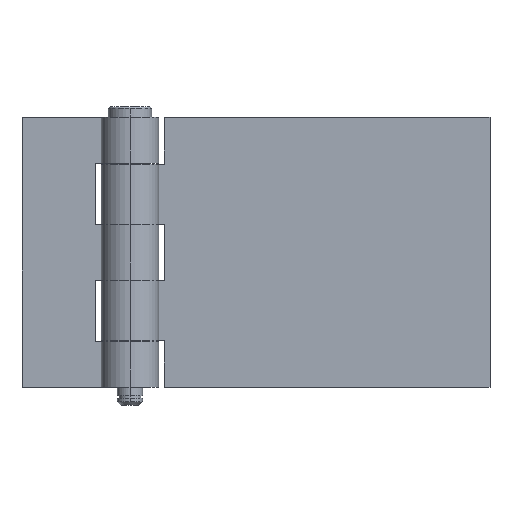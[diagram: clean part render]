
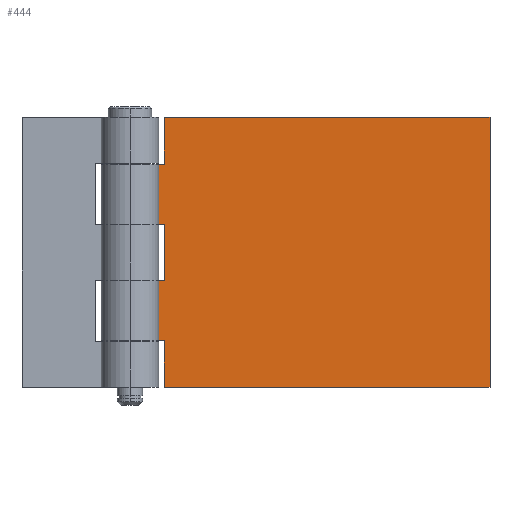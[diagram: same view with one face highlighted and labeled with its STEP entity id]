
A CAD part, top view. The second image highlights one B-rep face of the part: STEP entity #444.
In plain terms, the highlighted face is planar.
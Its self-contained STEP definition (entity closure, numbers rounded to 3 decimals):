
#1 = VERTEX_POINT ( 'NONE', #620 ) ;
#23 = EDGE_CURVE ( 'NONE', #1, #71, #641, .T. ) ;
#56 = EDGE_CURVE ( 'NONE', #61, #98, #753, .T. ) ;
#61 = VERTEX_POINT ( 'NONE', #744 ) ;
#71 = VERTEX_POINT ( 'NONE', #722 ) ;
#98 = VERTEX_POINT ( 'NONE', #810 ) ;
#177 = EDGE_CURVE ( 'NONE', #1, #2181, #937, .T. ) ;
#184 = EDGE_CURVE ( 'NONE', #1316, #2233, #926, .T. ) ;
#441 = ORIENTED_EDGE ( 'NONE', *, *, #442, .T. ) ;
#442 = EDGE_CURVE ( 'NONE', #507, #71, #1351, .T. ) ;
#443 = ORIENTED_EDGE ( 'NONE', *, *, #23, .F. ) ;
#444 = ADVANCED_FACE ( 'NONE', ( #1347 ), #1346, .F. ) ;
#447 = ORIENTED_EDGE ( 'NONE', *, *, #502, .T. ) ;
#489 = EDGE_CURVE ( 'NONE', #1316, #508, #1412, .T. ) ;
#490 = ORIENTED_EDGE ( 'NONE', *, *, #492, .T. ) ;
#491 = ORIENTED_EDGE ( 'NONE', *, *, #489, .T. ) ;
#492 = EDGE_CURVE ( 'NONE', #501, #2233, #1404, .T. ) ;
#495 = ORIENTED_EDGE ( 'NONE', *, *, #184, .F. ) ;
#501 = VERTEX_POINT ( 'NONE', #1451 ) ;
#502 = EDGE_CURVE ( 'NONE', #2192, #501, #1450, .T. ) ;
#504 = ORIENTED_EDGE ( 'NONE', *, *, #56, .F. ) ;
#505 = ORIENTED_EDGE ( 'NONE', *, *, #506, .T. ) ;
#506 = EDGE_CURVE ( 'NONE', #61, #507, #1446, .T. ) ;
#507 = VERTEX_POINT ( 'NONE', #1442 ) ;
#508 = VERTEX_POINT ( 'NONE', #1441 ) ;
#509 = EDGE_LOOP ( 'NONE', ( #513, #512, #504, #505, #441, #443, #515, #516, #447, #490, #495, #491 ) ) ;
#510 = EDGE_CURVE ( 'NONE', #508, #511, #1440, .T. ) ;
#511 = VERTEX_POINT ( 'NONE', #1436 ) ;
#512 = ORIENTED_EDGE ( 'NONE', *, *, #514, .T. ) ;
#513 = ORIENTED_EDGE ( 'NONE', *, *, #510, .T. ) ;
#514 = EDGE_CURVE ( 'NONE', #511, #98, #1435, .T. ) ;
#515 = ORIENTED_EDGE ( 'NONE', *, *, #177, .T. ) ;
#516 = ORIENTED_EDGE ( 'NONE', *, *, #2188, .T. ) ;
#620 = CARTESIAN_POINT ( 'NONE',  ( 100., 75., 4. ) ) ;
#638 = DIRECTION ( 'NONE',  ( -1., 0., 0. ) ) ;
#639 = VECTOR ( 'NONE', #638, 1000. ) ;
#640 = CARTESIAN_POINT ( 'NONE',  ( 100., 75., 4. ) ) ;
#641 = LINE ( 'NONE', #640, #639 ) ;
#722 = CARTESIAN_POINT ( 'NONE',  ( 9.5, 75., 4. ) ) ;
#744 = CARTESIAN_POINT ( 'NONE',  ( 6.928, 62., 4. ) ) ;
#750 = DIRECTION ( 'NONE',  ( 0., -1., 0. ) ) ;
#751 = VECTOR ( 'NONE', #750, 1000. ) ;
#752 = CARTESIAN_POINT ( 'NONE',  ( 6.928, 75., 4. ) ) ;
#753 = LINE ( 'NONE', #752, #751 ) ;
#810 = CARTESIAN_POINT ( 'NONE',  ( 6.928, 45.3, 4. ) ) ;
#923 = DIRECTION ( 'NONE',  ( 0., -1., 0. ) ) ;
#924 = VECTOR ( 'NONE', #923, 1000. ) ;
#925 = CARTESIAN_POINT ( 'NONE',  ( 6.928, 75., 4. ) ) ;
#926 = LINE ( 'NONE', #925, #924 ) ;
#934 = DIRECTION ( 'NONE',  ( 0., -1., 0. ) ) ;
#935 = VECTOR ( 'NONE', #934, 1000. ) ;
#936 = CARTESIAN_POINT ( 'NONE',  ( 100., 75., 4. ) ) ;
#937 = LINE ( 'NONE', #936, #935 ) ;
#1316 = VERTEX_POINT ( 'NONE', #1575 ) ;
#1342 = DIRECTION ( 'NONE',  ( 1., 0., 0. ) ) ;
#1343 = DIRECTION ( 'NONE',  ( 0., 0., 1. ) ) ;
#1344 = CARTESIAN_POINT ( 'NONE',  ( 100., 75., 4. ) ) ;
#1345 = AXIS2_PLACEMENT_3D ( 'NONE', #1344, #1343, #1342 ) ;
#1346 = PLANE ( 'NONE',  #1345 ) ;
#1347 = FACE_OUTER_BOUND ( 'NONE', #509, .T. ) ;
#1348 = DIRECTION ( 'NONE',  ( 0., 1., 0. ) ) ;
#1349 = VECTOR ( 'NONE', #1348, 1000. ) ;
#1350 = CARTESIAN_POINT ( 'NONE',  ( 9.5, 75., 4. ) ) ;
#1351 = LINE ( 'NONE', #1350, #1349 ) ;
#1401 = DIRECTION ( 'NONE',  ( -1., 0., 0. ) ) ;
#1402 = VECTOR ( 'NONE', #1401, 1000. ) ;
#1403 = CARTESIAN_POINT ( 'NONE',  ( 100., 13., 4. ) ) ;
#1404 = LINE ( 'NONE', #1403, #1402 ) ;
#1405 = DIRECTION ( 'NONE',  ( 1., 0., 0. ) ) ;
#1406 = VECTOR ( 'NONE', #1405, 1000. ) ;
#1407 = CARTESIAN_POINT ( 'NONE',  ( 100., 29.7, 4. ) ) ;
#1412 = LINE ( 'NONE', #1407, #1406 ) ;
#1432 = DIRECTION ( 'NONE',  ( -1., 0., 0. ) ) ;
#1433 = VECTOR ( 'NONE', #1432, 1000. ) ;
#1434 = CARTESIAN_POINT ( 'NONE',  ( 100., 45.3, 4. ) ) ;
#1435 = LINE ( 'NONE', #1434, #1433 ) ;
#1436 = CARTESIAN_POINT ( 'NONE',  ( 9.5, 45.3, 4. ) ) ;
#1437 = DIRECTION ( 'NONE',  ( 0., 1., 0. ) ) ;
#1438 = VECTOR ( 'NONE', #1437, 1000. ) ;
#1439 = CARTESIAN_POINT ( 'NONE',  ( 9.5, 75., 4. ) ) ;
#1440 = LINE ( 'NONE', #1439, #1438 ) ;
#1441 = CARTESIAN_POINT ( 'NONE',  ( 9.5, 29.7, 4. ) ) ;
#1442 = CARTESIAN_POINT ( 'NONE',  ( 9.5, 62., 4. ) ) ;
#1443 = DIRECTION ( 'NONE',  ( 1., 0., 0. ) ) ;
#1444 = VECTOR ( 'NONE', #1443, 1000. ) ;
#1445 = CARTESIAN_POINT ( 'NONE',  ( 100., 62., 4. ) ) ;
#1446 = LINE ( 'NONE', #1445, #1444 ) ;
#1447 = DIRECTION ( 'NONE',  ( 0., 1., 0. ) ) ;
#1448 = VECTOR ( 'NONE', #1447, 1000. ) ;
#1449 = CARTESIAN_POINT ( 'NONE',  ( 9.5, 75., 4. ) ) ;
#1450 = LINE ( 'NONE', #1449, #1448 ) ;
#1451 = CARTESIAN_POINT ( 'NONE',  ( 9.5, 13., 4. ) ) ;
#1575 = CARTESIAN_POINT ( 'NONE',  ( 6.928, 29.7, 4. ) ) ;
#1608 = CARTESIAN_POINT ( 'NONE',  ( 9.5, 0., 4. ) ) ;
#1610 = DIRECTION ( 'NONE',  ( -1., 0., 0. ) ) ;
#1611 = VECTOR ( 'NONE', #1610, 1000. ) ;
#1612 = CARTESIAN_POINT ( 'NONE',  ( 100., 0., 4. ) ) ;
#1613 = LINE ( 'NONE', #1612, #1611 ) ;
#1623 = CARTESIAN_POINT ( 'NONE',  ( 100., 0., 4. ) ) ;
#1719 = CARTESIAN_POINT ( 'NONE',  ( 6.928, 13., 4. ) ) ;
#2181 = VERTEX_POINT ( 'NONE', #1623 ) ;
#2188 = EDGE_CURVE ( 'NONE', #2181, #2192, #1613, .T. ) ;
#2192 = VERTEX_POINT ( 'NONE', #1608 ) ;
#2233 = VERTEX_POINT ( 'NONE', #1719 ) ;
